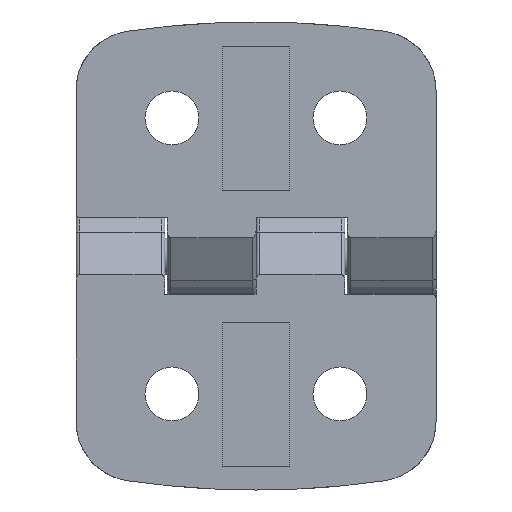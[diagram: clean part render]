
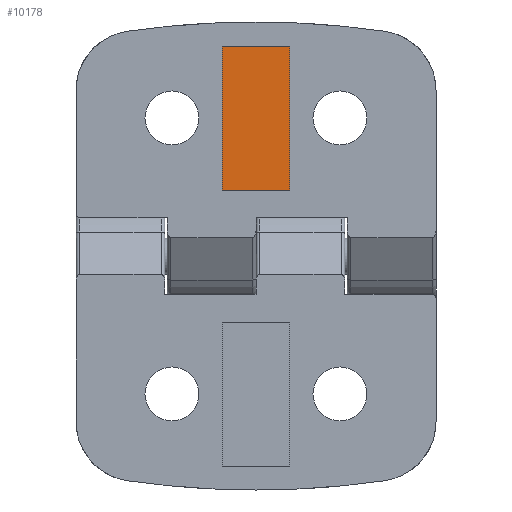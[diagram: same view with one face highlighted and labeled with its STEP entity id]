
A CAD part, front view. The second image highlights one B-rep face of the part: STEP entity #10178.
In plain terms, the highlighted planar face has unit normal (0, -1, 0).
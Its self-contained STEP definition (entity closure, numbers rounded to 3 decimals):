
#4886 = PLANE('',#4887);
#4887 = AXIS2_PLACEMENT_3D('',#4888,#4889,#4890);
#4888 = CARTESIAN_POINT('',(-2.8,1.,5.5));
#4889 = DIRECTION('',(-1.,0.,0.));
#4890 = DIRECTION('',(0.,0.,-1.));
#4914 = PLANE('',#4915);
#4915 = AXIS2_PLACEMENT_3D('',#4916,#4917,#4918);
#4916 = CARTESIAN_POINT('',(-2.8,1.,17.5));
#4917 = DIRECTION('',(0.,0.,1.));
#4918 = DIRECTION('',(0.,-1.,0.));
#4942 = PLANE('',#4943);
#4943 = AXIS2_PLACEMENT_3D('',#4944,#4945,#4946);
#4944 = CARTESIAN_POINT('',(2.8,1.,5.5));
#4945 = DIRECTION('',(1.,0.,0.));
#4946 = DIRECTION('',(0.,0.,-1.));
#4968 = PLANE('',#4969);
#4969 = AXIS2_PLACEMENT_3D('',#4970,#4971,#4972);
#4970 = CARTESIAN_POINT('',(-2.8,1.,5.5));
#4971 = DIRECTION('',(0.,0.,-1.));
#4972 = DIRECTION('',(-1.,0.,0.));
#9983 = VERTEX_POINT('',#9984);
#9984 = CARTESIAN_POINT('',(-2.8,1.,5.5));
#10005 = EDGE_CURVE('',#10006,#9983,#10008,.T.);
#10006 = VERTEX_POINT('',#10007);
#10007 = CARTESIAN_POINT('',(-2.8,1.,17.5));
#10008 = SURFACE_CURVE('',#10009,(#10013,#10020),.PCURVE_S1.);
#10009 = LINE('',#10010,#10011);
#10010 = CARTESIAN_POINT('',(-2.8,1.,5.5));
#10011 = VECTOR('',#10012,1.);
#10012 = DIRECTION('',(0.,0.,-1.));
#10013 = PCURVE('',#4886,#10014);
#10014 = DEFINITIONAL_REPRESENTATION('',(#10015),#10019);
#10015 = LINE('',#10016,#10017);
#10016 = CARTESIAN_POINT('',(0.,0.));
#10017 = VECTOR('',#10018,1.);
#10018 = DIRECTION('',(1.,0.));
#10019 = ( GEOMETRIC_REPRESENTATION_CONTEXT(2) 
PARAMETRIC_REPRESENTATION_CONTEXT() REPRESENTATION_CONTEXT('2D SPACE',''
  ) );
#10020 = PCURVE('',#10021,#10026);
#10021 = PLANE('',#10022);
#10022 = AXIS2_PLACEMENT_3D('',#10023,#10024,#10025);
#10023 = CARTESIAN_POINT('',(-2.8,1.,5.5));
#10024 = DIRECTION('',(0.,1.,0.));
#10025 = DIRECTION('',(-1.,0.,0.));
#10026 = DEFINITIONAL_REPRESENTATION('',(#10027),#10031);
#10027 = LINE('',#10028,#10029);
#10028 = CARTESIAN_POINT('',(0.,0.));
#10029 = VECTOR('',#10030,1.);
#10030 = DIRECTION('',(0.,-1.));
#10031 = ( GEOMETRIC_REPRESENTATION_CONTEXT(2) 
PARAMETRIC_REPRESENTATION_CONTEXT() REPRESENTATION_CONTEXT('2D SPACE',''
  ) );
#10059 = EDGE_CURVE('',#10060,#10006,#10062,.T.);
#10060 = VERTEX_POINT('',#10061);
#10061 = CARTESIAN_POINT('',(2.8,1.,17.5));
#10062 = SURFACE_CURVE('',#10063,(#10067,#10074),.PCURVE_S1.);
#10063 = LINE('',#10064,#10065);
#10064 = CARTESIAN_POINT('',(-2.8,1.,17.5));
#10065 = VECTOR('',#10066,1.);
#10066 = DIRECTION('',(-1.,0.,0.));
#10067 = PCURVE('',#4914,#10068);
#10068 = DEFINITIONAL_REPRESENTATION('',(#10069),#10073);
#10069 = LINE('',#10070,#10071);
#10070 = CARTESIAN_POINT('',(0.,0.));
#10071 = VECTOR('',#10072,1.);
#10072 = DIRECTION('',(0.,-1.));
#10073 = ( GEOMETRIC_REPRESENTATION_CONTEXT(2) 
PARAMETRIC_REPRESENTATION_CONTEXT() REPRESENTATION_CONTEXT('2D SPACE',''
  ) );
#10074 = PCURVE('',#10021,#10075);
#10075 = DEFINITIONAL_REPRESENTATION('',(#10076),#10080);
#10076 = LINE('',#10077,#10078);
#10077 = CARTESIAN_POINT('',(0.,12.));
#10078 = VECTOR('',#10079,1.);
#10079 = DIRECTION('',(1.,0.));
#10080 = ( GEOMETRIC_REPRESENTATION_CONTEXT(2) 
PARAMETRIC_REPRESENTATION_CONTEXT() REPRESENTATION_CONTEXT('2D SPACE',''
  ) );
#10108 = EDGE_CURVE('',#10109,#10060,#10111,.T.);
#10109 = VERTEX_POINT('',#10110);
#10110 = CARTESIAN_POINT('',(2.8,1.,5.5));
#10111 = SURFACE_CURVE('',#10112,(#10116,#10123),.PCURVE_S1.);
#10112 = LINE('',#10113,#10114);
#10113 = CARTESIAN_POINT('',(2.8,1.,5.5));
#10114 = VECTOR('',#10115,1.);
#10115 = DIRECTION('',(0.,0.,1.));
#10116 = PCURVE('',#4942,#10117);
#10117 = DEFINITIONAL_REPRESENTATION('',(#10118),#10122);
#10118 = LINE('',#10119,#10120);
#10119 = CARTESIAN_POINT('',(0.,0.));
#10120 = VECTOR('',#10121,1.);
#10121 = DIRECTION('',(-1.,0.));
#10122 = ( GEOMETRIC_REPRESENTATION_CONTEXT(2) 
PARAMETRIC_REPRESENTATION_CONTEXT() REPRESENTATION_CONTEXT('2D SPACE',''
  ) );
#10123 = PCURVE('',#10021,#10124);
#10124 = DEFINITIONAL_REPRESENTATION('',(#10125),#10129);
#10125 = LINE('',#10126,#10127);
#10126 = CARTESIAN_POINT('',(-5.6,0.));
#10127 = VECTOR('',#10128,1.);
#10128 = DIRECTION('',(0.,1.));
#10129 = ( GEOMETRIC_REPRESENTATION_CONTEXT(2) 
PARAMETRIC_REPRESENTATION_CONTEXT() REPRESENTATION_CONTEXT('2D SPACE',''
  ) );
#10157 = EDGE_CURVE('',#9983,#10109,#10158,.T.);
#10158 = SURFACE_CURVE('',#10159,(#10163,#10170),.PCURVE_S1.);
#10159 = LINE('',#10160,#10161);
#10160 = CARTESIAN_POINT('',(-2.8,1.,5.5));
#10161 = VECTOR('',#10162,1.);
#10162 = DIRECTION('',(1.,0.,0.));
#10163 = PCURVE('',#4968,#10164);
#10164 = DEFINITIONAL_REPRESENTATION('',(#10165),#10169);
#10165 = LINE('',#10166,#10167);
#10166 = CARTESIAN_POINT('',(-0.,0.));
#10167 = VECTOR('',#10168,1.);
#10168 = DIRECTION('',(-1.,0.));
#10169 = ( GEOMETRIC_REPRESENTATION_CONTEXT(2) 
PARAMETRIC_REPRESENTATION_CONTEXT() REPRESENTATION_CONTEXT('2D SPACE',''
  ) );
#10170 = PCURVE('',#10021,#10171);
#10171 = DEFINITIONAL_REPRESENTATION('',(#10172),#10176);
#10172 = LINE('',#10173,#10174);
#10173 = CARTESIAN_POINT('',(0.,0.));
#10174 = VECTOR('',#10175,1.);
#10175 = DIRECTION('',(-1.,0.));
#10176 = ( GEOMETRIC_REPRESENTATION_CONTEXT(2) 
PARAMETRIC_REPRESENTATION_CONTEXT() REPRESENTATION_CONTEXT('2D SPACE',''
  ) );
#10178 = ADVANCED_FACE('',(#10179),#10021,.F.);
#10179 = FACE_BOUND('',#10180,.T.);
#10180 = EDGE_LOOP('',(#10181,#10182,#10183,#10184));
#10181 = ORIENTED_EDGE('',*,*,#10005,.T.);
#10182 = ORIENTED_EDGE('',*,*,#10157,.T.);
#10183 = ORIENTED_EDGE('',*,*,#10108,.T.);
#10184 = ORIENTED_EDGE('',*,*,#10059,.T.);
